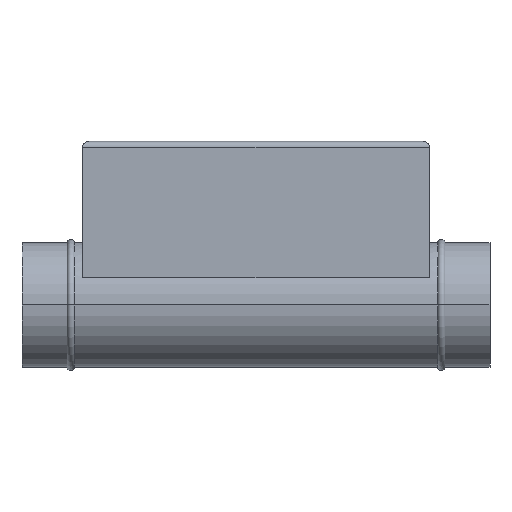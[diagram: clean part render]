
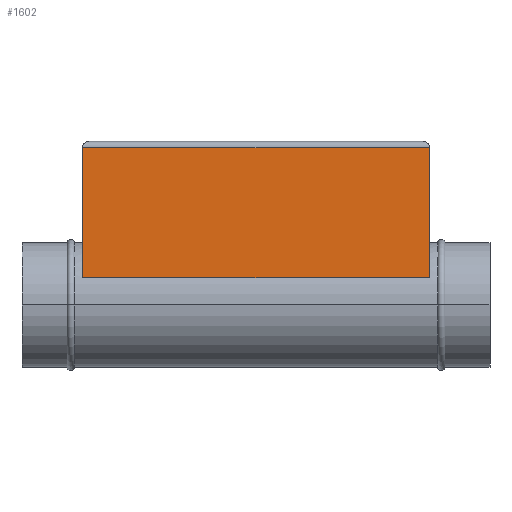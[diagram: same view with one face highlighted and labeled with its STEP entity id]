
A CAD part, top view. The second image highlights one B-rep face of the part: STEP entity #1602.
In plain terms, the highlighted planar face has unit normal (0, 0, 1).
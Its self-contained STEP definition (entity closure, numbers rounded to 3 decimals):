
#477 = ORIENTED_EDGE ( 'NONE', *, *, #1595, .T. ) ;
#478 = EDGE_CURVE ( 'NONE', #504, #1590, #1403, .T. ) ;
#500 = ORIENTED_EDGE ( 'NONE', *, *, #478, .T. ) ;
#501 = VERTEX_POINT ( 'NONE', #1425 ) ;
#502 = ORIENTED_EDGE ( 'NONE', *, *, #503, .T. ) ;
#503 = EDGE_CURVE ( 'NONE', #501, #504, #1419, .T. ) ;
#504 = VERTEX_POINT ( 'NONE', #1479 ) ;
#505 = EDGE_CURVE ( 'NONE', #501, #1593, #1478, .T. ) ;
#1400 = DIRECTION ( 'NONE',  ( 0., -1., 0. ) ) ;
#1401 = VECTOR ( 'NONE', #1400, 1000. ) ;
#1402 = CARTESIAN_POINT ( 'NONE',  ( -139., 131., 45. ) ) ;
#1403 = LINE ( 'NONE', #1402, #1401 ) ;
#1416 = DIRECTION ( 'NONE',  ( -1., 0., 0. ) ) ;
#1417 = VECTOR ( 'NONE', #1416, 1000. ) ;
#1418 = CARTESIAN_POINT ( 'NONE',  ( 139., 126., 45. ) ) ;
#1419 = LINE ( 'NONE', #1418, #1417 ) ;
#1425 = CARTESIAN_POINT ( 'NONE',  ( 139., 126., 45. ) ) ;
#1475 = DIRECTION ( 'NONE',  ( 0., -1., 0. ) ) ;
#1476 = VECTOR ( 'NONE', #1475, 1000. ) ;
#1477 = CARTESIAN_POINT ( 'NONE',  ( 139., 131., 45. ) ) ;
#1478 = LINE ( 'NONE', #1477, #1476 ) ;
#1479 = CARTESIAN_POINT ( 'NONE',  ( -139., 126., 45. ) ) ;
#1480 = DIRECTION ( 'NONE',  ( 0., 1., 0. ) ) ;
#1481 = DIRECTION ( 'NONE',  ( 0., 0., -1. ) ) ;
#1482 = AXIS2_PLACEMENT_3D ( 'NONE', #1483, #1481, #1480 ) ;
#1483 = CARTESIAN_POINT ( 'NONE',  ( 139., 131., 45. ) ) ;
#1484 = PLANE ( 'NONE',  #1482 ) ;
#1485 = FACE_OUTER_BOUND ( 'NONE', #1598, .T. ) ;
#1486 = DIRECTION ( 'NONE',  ( 1., 0., 0. ) ) ;
#1487 = VECTOR ( 'NONE', #1486, 1000. ) ;
#1488 = CARTESIAN_POINT ( 'NONE',  ( 0., 21.794, 45. ) ) ;
#1489 = LINE ( 'NONE', #1488, #1487 ) ;
#1491 = CARTESIAN_POINT ( 'NONE',  ( 139., 21.794, 45. ) ) ;
#1492 = CARTESIAN_POINT ( 'NONE',  ( -139., 21.794, 45. ) ) ;
#1590 = VERTEX_POINT ( 'NONE', #1492 ) ;
#1591 = ORIENTED_EDGE ( 'NONE', *, *, #505, .F. ) ;
#1593 = VERTEX_POINT ( 'NONE', #1491 ) ;
#1595 = EDGE_CURVE ( 'NONE', #1590, #1593, #1489, .T. ) ;
#1598 = EDGE_LOOP ( 'NONE', ( #1591, #502, #500, #477 ) ) ;
#1602 = ADVANCED_FACE ( 'NONE', ( #1485 ), #1484, .F. ) ;
